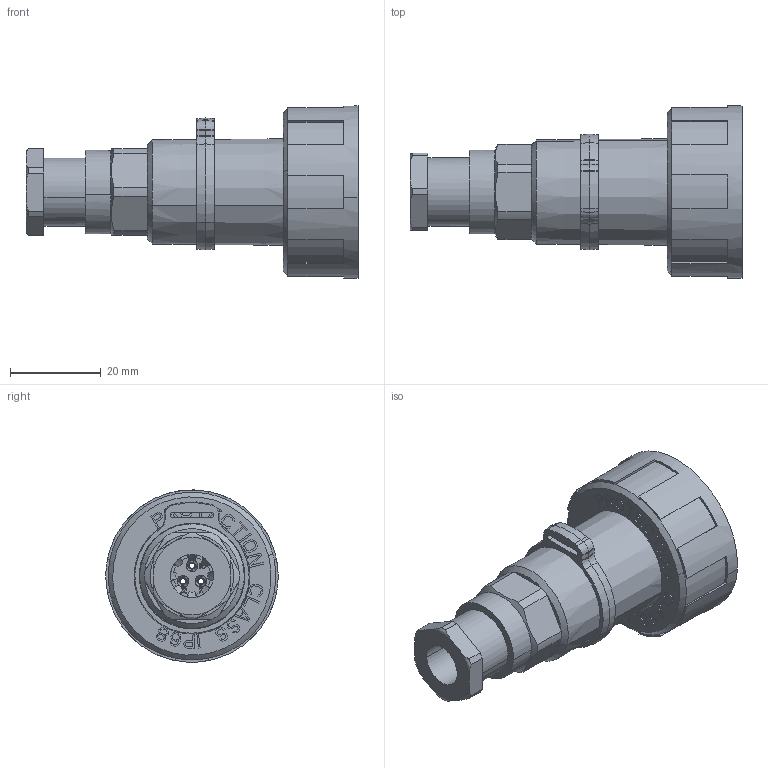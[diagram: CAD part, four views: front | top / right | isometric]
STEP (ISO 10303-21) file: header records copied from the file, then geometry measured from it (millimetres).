
FILE_DESCRIPTION(('STEP AP242'),'1');
FILE_NAME('px0794-s.stp','2023-05-11T17:30:54',('TraceParts'),('TraceParts S.A.'),'Spatial InterOp 3D',' ',' ');
FILE_SCHEMA(('AP242_MANAGED_MODEL_BASED_3D_ENGINEERING_MIM_LF {1 0 10303 442 1 1 4}'));
Length unit declared in the file: millimetre
Products named in the file (1): px0794-s_1
Bounding box: 73.17 x 37.97 x 37.93 mm (x, y, z)
Volume: 21729.7 mm3; surface area: 23861.8 mm2
Topology: 3 solids, 3 shells, 2176 faces, 6235 edges, 4154 vertices
Faces by surface type: plane 1663, cone 302, cylinder 184, bspline 27
Entity records: 113200 total; most frequent: CARTESIAN_POINT 34178, ORIENTED_EDGE 12470, DIRECTION 11151, EDGE_CURVE 6235, LINE 4671, VECTOR 4671, VERTEX_POINT 4154, PRESENTATION_STYLE_ASSIGNMENT 3641
